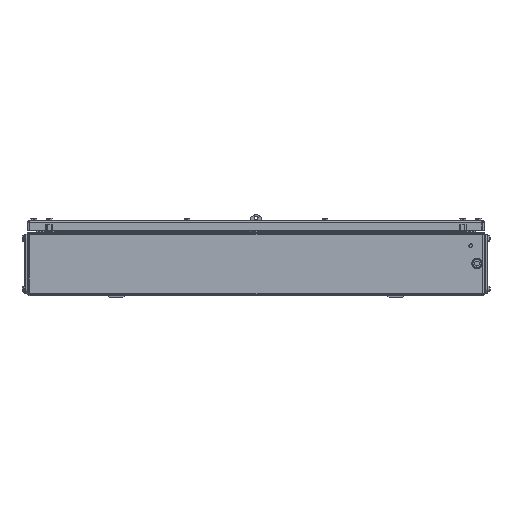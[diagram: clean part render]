
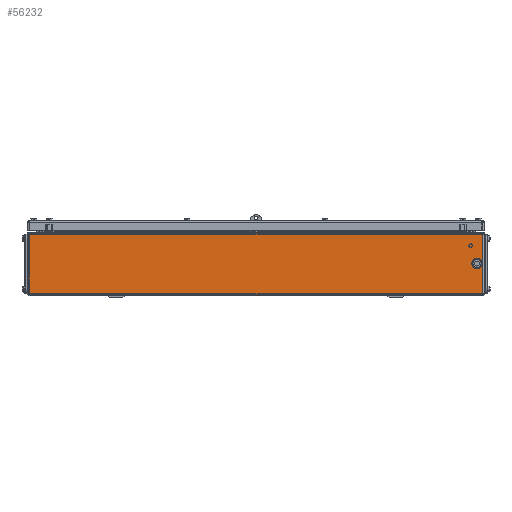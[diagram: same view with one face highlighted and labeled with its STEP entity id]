
A CAD part, left-side view. The second image highlights one B-rep face of the part: STEP entity #56232.
In plain terms, the highlighted planar face has unit normal (-1, 0, 0).
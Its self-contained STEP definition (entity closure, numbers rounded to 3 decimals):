
#56158=AXIS2_PLACEMENT_3D('Circle Axis2P3D',#56156,#56157,$) ;
#56178=AXIS2_PLACEMENT_3D('Plane Axis2P3D',#56175,#56176,#56177) ;
#56216=AXIS2_PLACEMENT_3D('Circle Axis2P3D',#56214,#56215,$) ;
#56122=CARTESIAN_POINT('Vertex',(25.5,20.85,62.54)) ;
#56125=CARTESIAN_POINT('Line Origine',(25.5,20.85,67.5)) ;
#56129=CARTESIAN_POINT('Vertex',(25.5,20.85,72.46)) ;
#56156=CARTESIAN_POINT('Axis2P3D Location',(25.5,26.,67.5)) ;
#56160=CARTESIAN_POINT('Vertex',(25.5,31.15,72.46)) ;
#56175=CARTESIAN_POINT('Axis2P3D Location',(25.5,11.,3.5)) ;
#56180=CARTESIAN_POINT('Line Origine',(25.5,922.,67.)) ;
#56184=CARTESIAN_POINT('Vertex',(25.5,922.,6.5)) ;
#56186=CARTESIAN_POINT('Vertex',(25.5,922.,127.5)) ;
#56189=CARTESIAN_POINT('Line Origine',(25.5,468.,6.5)) ;
#56193=CARTESIAN_POINT('Vertex',(25.5,14.,6.5)) ;
#56196=CARTESIAN_POINT('Line Origine',(25.5,14.,67.)) ;
#56200=CARTESIAN_POINT('Vertex',(25.5,14.,127.5)) ;
#56203=CARTESIAN_POINT('Line Origine',(25.5,468.,127.5)) ;
#56214=CARTESIAN_POINT('Axis2P3D Location',(25.5,26.,67.5)) ;
#56218=CARTESIAN_POINT('Vertex',(25.5,31.15,62.54)) ;
#56221=CARTESIAN_POINT('Line Origine',(25.5,31.15,67.5)) ;
#56126=DIRECTION('Vector Direction',(0.,0.,-1.)) ;
#56157=DIRECTION('Axis2P3D Direction',(-1.,0.,0.)) ;
#56176=DIRECTION('Axis2P3D Direction',(1.,0.,0.)) ;
#56177=DIRECTION('Axis2P3D XDirection',(0.,1.,0.)) ;
#56181=DIRECTION('Vector Direction',(0.,0.,1.)) ;
#56190=DIRECTION('Vector Direction',(0.,-1.,0.)) ;
#56197=DIRECTION('Vector Direction',(0.,0.,1.)) ;
#56204=DIRECTION('Vector Direction',(0.,1.,0.)) ;
#56215=DIRECTION('Axis2P3D Direction',(1.,0.,0.)) ;
#56222=DIRECTION('Vector Direction',(0.,0.,1.)) ;
#56127=VECTOR('Line Direction',#56126,1.) ;
#56182=VECTOR('Line Direction',#56181,1.) ;
#56191=VECTOR('Line Direction',#56190,1.) ;
#56198=VECTOR('Line Direction',#56197,1.) ;
#56205=VECTOR('Line Direction',#56204,1.) ;
#56223=VECTOR('Line Direction',#56222,1.) ;
#56209=ORIENTED_EDGE('',*,*,#56188,.F.) ;
#56210=ORIENTED_EDGE('',*,*,#56195,.F.) ;
#56211=ORIENTED_EDGE('',*,*,#56202,.T.) ;
#56212=ORIENTED_EDGE('',*,*,#56207,.F.) ;
#56227=ORIENTED_EDGE('',*,*,#56220,.F.) ;
#56228=ORIENTED_EDGE('',*,*,#56225,.F.) ;
#56229=ORIENTED_EDGE('',*,*,#56162,.F.) ;
#56230=ORIENTED_EDGE('',*,*,#56131,.F.) ;
#56231=FACE_BOUND('',#56226,.T.) ;
#56232=ADVANCED_FACE('1195520000.2\\ZUB_KTB_MH_916115_2GP_AllCATPart.2\\ZUB_GH_KTB_MH987430_4.1.1\\GH_KTB_MH_QL_FS_PART_Multi-Master.1\\Koerper.2',(#56213,#56231),#56179,.F.) ;
#56159=CIRCLE('generated circle',#56158,7.15) ;
#56217=CIRCLE('generated circle',#56216,7.15) ;
#56131=EDGE_CURVE('',#56123,#56130,#56128,.F.) ;
#56162=EDGE_CURVE('',#56130,#56161,#56159,.T.) ;
#56188=EDGE_CURVE('',#56185,#56187,#56183,.T.) ;
#56195=EDGE_CURVE('',#56194,#56185,#56192,.F.) ;
#56202=EDGE_CURVE('',#56194,#56201,#56199,.T.) ;
#56207=EDGE_CURVE('',#56187,#56201,#56206,.F.) ;
#56220=EDGE_CURVE('',#56219,#56123,#56217,.F.) ;
#56225=EDGE_CURVE('',#56161,#56219,#56224,.F.) ;
#56208=EDGE_LOOP('',(#56209,#56210,#56211,#56212)) ;
#56226=EDGE_LOOP('',(#56227,#56228,#56229,#56230)) ;
#56213=FACE_OUTER_BOUND('',#56208,.T.) ;
#56128=LINE('Line',#56125,#56127) ;
#56183=LINE('Line',#56180,#56182) ;
#56192=LINE('Line',#56189,#56191) ;
#56199=LINE('Line',#56196,#56198) ;
#56206=LINE('Line',#56203,#56205) ;
#56224=LINE('Line',#56221,#56223) ;
#56179=PLANE('',#56178) ;
#56123=VERTEX_POINT('',#56122) ;
#56130=VERTEX_POINT('',#56129) ;
#56161=VERTEX_POINT('',#56160) ;
#56185=VERTEX_POINT('',#56184) ;
#56187=VERTEX_POINT('',#56186) ;
#56194=VERTEX_POINT('',#56193) ;
#56201=VERTEX_POINT('',#56200) ;
#56219=VERTEX_POINT('',#56218) ;
